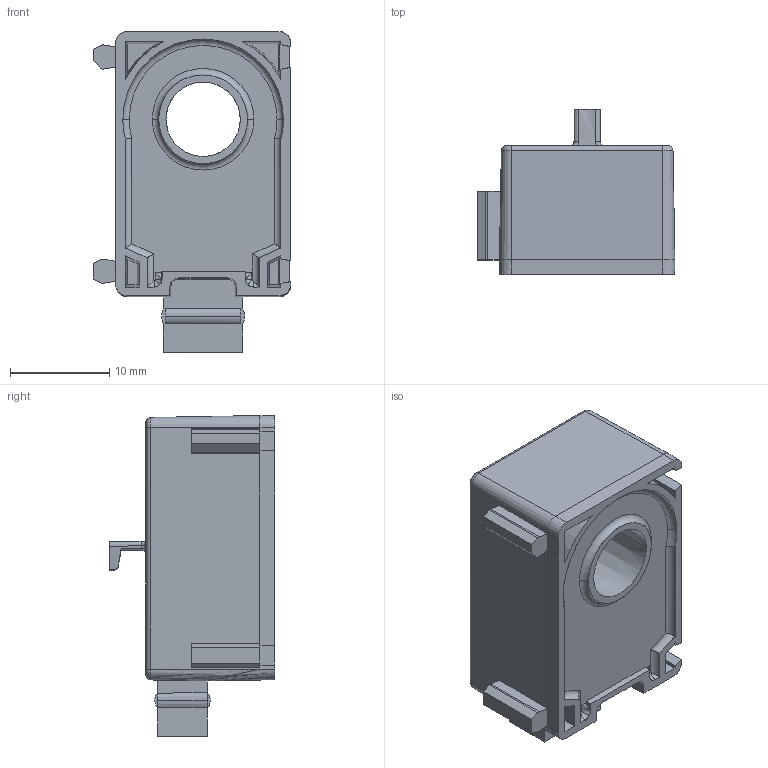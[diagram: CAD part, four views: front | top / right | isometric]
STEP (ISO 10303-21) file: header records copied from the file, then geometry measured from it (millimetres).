
FILE_DESCRIPTION(('STEP AP214'),'1');
FILE_NAME('cctmp_72916AD4-DFEE-4526-A2AD-505917CFD170_2023_07_24_21_15_16_0105..stp','2023-07-24T19:15:17',('SIEMENS A&D'),('CADClick - www.CADClick.com'),'Spatial InterOp 3D postprocessed',' ','unknown authorization');
FILE_SCHEMA(('AUTOMOTIVE_DESIGN'));
Length unit declared in the file: millimetre
Products named in the file (1): 2023_07_24_21_15_16_0105
Bounding box: 19.95 x 16.7 x 32.37 mm (x, y, z)
Volume: 2307 mm3; surface area: 4723.9 mm2
Topology: 1 solids, 1 shells, 272 faces, 705 edges, 451 vertices
Faces by surface type: plane 181, cylinder 32, cone 25, bspline 14, torus 12, extrusion 8
Entity records: 9754 total; most frequent: CARTESIAN_POINT 2429, ORIENTED_EDGE 1408, DIRECTION 1226, EDGE_CURVE 704, VECTOR 524, LINE 516, VERTEX_POINT 451, AXIS2_PLACEMENT_3D 351
